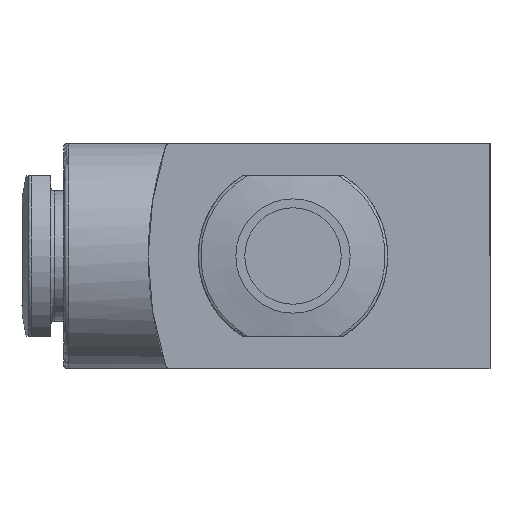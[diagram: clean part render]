
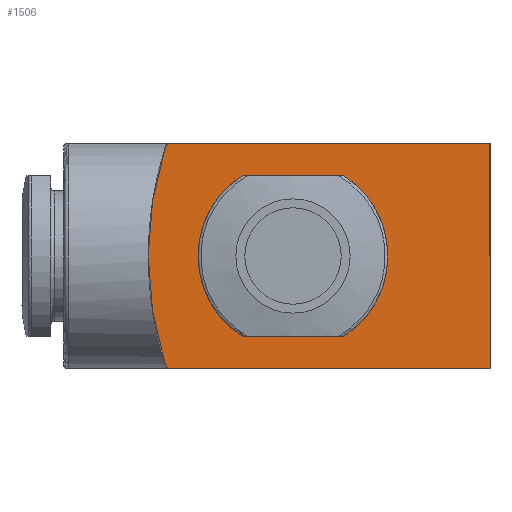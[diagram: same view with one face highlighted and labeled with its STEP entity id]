
A CAD part, left-side view. The second image highlights one B-rep face of the part: STEP entity #1506.
In plain terms, the highlighted planar face has unit normal (-1, 0, 0).
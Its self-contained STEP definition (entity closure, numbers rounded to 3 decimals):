
#98=LINE('',#2110,#166);
#124=LINE('',#2191,#192);
#138=LINE('',#2298,#206);
#166=VECTOR('',#1748,1000.);
#192=VECTOR('',#1776,1000.);
#206=VECTOR('',#1848,1000.);
#225=PLANE('',#1612);
#409=ORIENTED_EDGE('',*,*,#649,.F.);
#410=ORIENTED_EDGE('',*,*,#630,.F.);
#411=ORIENTED_EDGE('',*,*,#642,.F.);
#412=ORIENTED_EDGE('',*,*,#635,.F.);
#413=ORIENTED_EDGE('',*,*,#606,.F.);
#414=ORIENTED_EDGE('',*,*,#646,.F.);
#415=ORIENTED_EDGE('',*,*,#578,.F.);
#578=EDGE_CURVE('',#708,#709,#98,.T.);
#606=EDGE_CURVE('',#736,#737,#124,.T.);
#630=EDGE_CURVE('',#752,#708,#802,.T.);
#635=EDGE_CURVE('',#737,#756,#804,.T.);
#642=EDGE_CURVE('',#756,#752,#806,.T.);
#646=EDGE_CURVE('',#709,#736,#138,.T.);
#649=EDGE_CURVE('',#760,#760,#809,.F.);
#708=VERTEX_POINT('',#2109);
#709=VERTEX_POINT('',#2111);
#736=VERTEX_POINT('',#2190);
#737=VERTEX_POINT('',#2192);
#752=VERTEX_POINT('',#2248);
#756=VERTEX_POINT('',#2266);
#760=VERTEX_POINT('',#2305);
#802=CIRCLE('',#1598,0.3);
#804=CIRCLE('',#1602,0.3);
#806=CIRCLE('',#1606,22.);
#809=CIRCLE('',#1613,4.05);
#864=EDGE_LOOP('',(#409));
#865=EDGE_LOOP('',(#410,#411,#412,#413,#414,#415));
#958=FACE_BOUND('',#864,.T.);
#959=FACE_BOUND('',#865,.T.);
#1506=ADVANCED_FACE('',(#958,#959),#225,.F.);
#1598=AXIS2_PLACEMENT_3D('',#2249,#1821,#1822);
#1602=AXIS2_PLACEMENT_3D('',#2265,#1830,#1831);
#1606=AXIS2_PLACEMENT_3D('',#2286,#1840,#1841);
#1612=AXIS2_PLACEMENT_3D('',#2303,#1854,#1855);
#1613=AXIS2_PLACEMENT_3D('',#2304,#1856,#1857);
#1748=DIRECTION('',(0.,-1.,0.));
#1776=DIRECTION('',(0.,1.,0.));
#1821=DIRECTION('',(1.,0.,0.));
#1822=DIRECTION('',(0.,0.,-1.));
#1830=DIRECTION('',(1.,0.,0.));
#1831=DIRECTION('',(0.,0.,-1.));
#1840=DIRECTION('',(1.,0.,0.));
#1841=DIRECTION('',(0.,0.,-1.));
#1848=DIRECTION('',(0.,0.,-1.));
#1854=DIRECTION('',(1.,0.,0.));
#1855=DIRECTION('',(0.,0.,-1.));
#1856=DIRECTION('',(1.,0.,0.));
#1857=DIRECTION('',(0.,0.,-1.));
#2109=CARTESIAN_POINT('',(-25.6,19.89,7.));
#2110=CARTESIAN_POINT('',(-25.6,19.89,7.));
#2111=CARTESIAN_POINT('',(-25.6,0.,7.));
#2190=CARTESIAN_POINT('',(-25.6,0.,-7.));
#2191=CARTESIAN_POINT('',(-25.6,0.,-7.));
#2192=CARTESIAN_POINT('',(-25.6,19.89,-7.));
#2248=CARTESIAN_POINT('',(-25.6,20.175,6.793));
#2249=CARTESIAN_POINT('',(-25.6,19.89,6.7));
#2265=CARTESIAN_POINT('',(-25.6,19.89,-6.7));
#2266=CARTESIAN_POINT('',(-25.6,20.175,-6.793));
#2286=CARTESIAN_POINT('',(-25.6,-0.75,0.));
#2298=CARTESIAN_POINT('',(-25.6,0.,7.));
#2303=CARTESIAN_POINT('',(-25.6,19.89,6.7));
#2304=CARTESIAN_POINT('',(-25.6,12.25,0.));
#2305=CARTESIAN_POINT('',(-25.6,12.25,-4.05));
